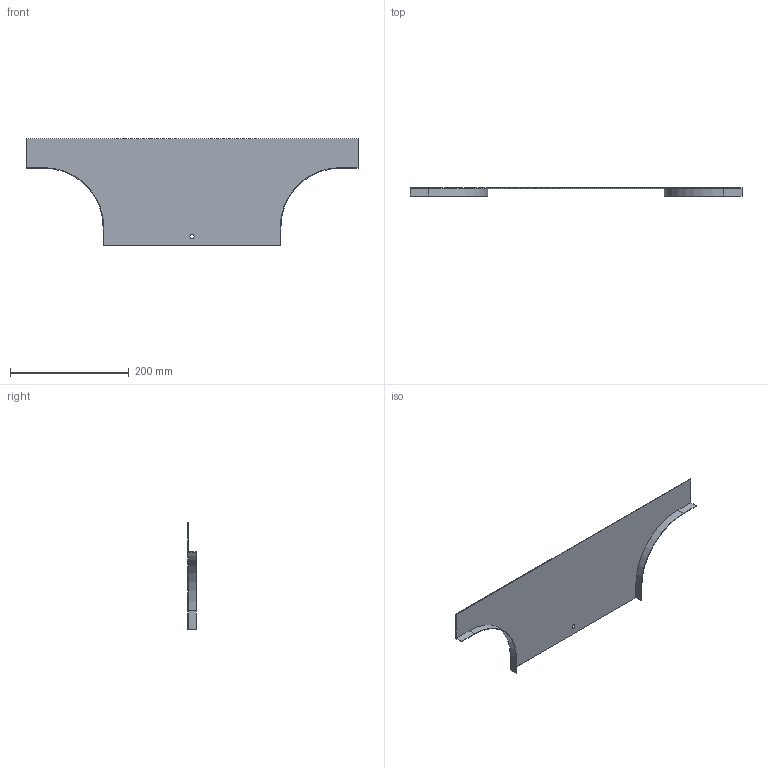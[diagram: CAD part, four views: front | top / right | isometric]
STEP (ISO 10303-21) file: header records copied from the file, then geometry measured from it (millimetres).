
FILE_DESCRIPTION (( 'STEP AP203' ), '1' );
FILE_NAME ('Êðûøêà íà îòâåòâèòåëü DL_38366.STEP', '2012-11-09T12:54:40', ( 'Àñååâ' ), ( '' ), 'SwSTEP 2.0', 'SolidWorks 2012', '' );
FILE_SCHEMA (( 'CONFIG_CONTROL_DESIGN' ));
Length unit declared in the file: millimetre
Products named in the file (1): Êðûøêà íà îòâåòâèòåëü DL_38366
Bounding box: 560 x 14 x 180 mm (x, y, z)
Volume: 76843.8 mm3; surface area: 155156.6 mm2
Topology: 1 solids, 1 shells, 21 faces, 58 edges, 39 vertices
Faces by surface type: plane 16, cylinder 5
Full cylindrical faces by diameter (mm): 7 x1
Entity records: 737 total; most frequent: CARTESIAN_POINT 116, ORIENTED_EDGE 112, DIRECTION 110, EDGE_CURVE 56, LINE 46, VECTOR 46, VERTEX_POINT 38, AXIS2_PLACEMENT_3D 32
